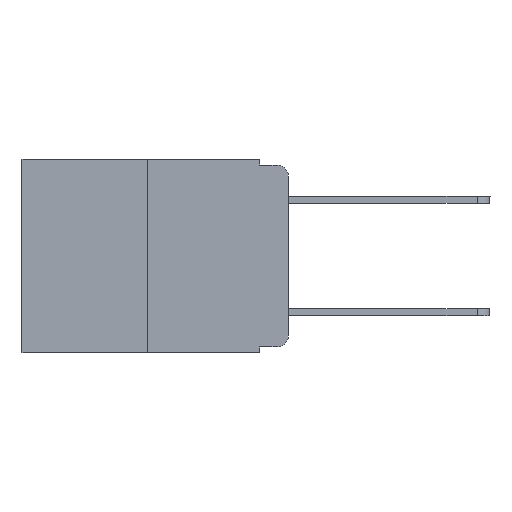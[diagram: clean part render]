
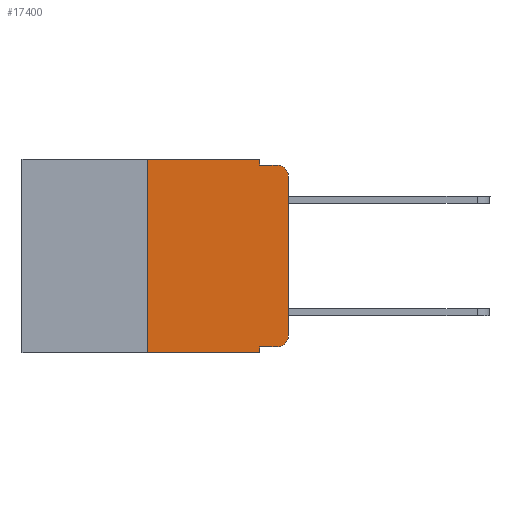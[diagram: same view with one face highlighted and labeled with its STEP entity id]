
A CAD part, left-side view. The second image highlights one B-rep face of the part: STEP entity #17400.
In plain terms, the highlighted planar face has unit normal (-1, 0, 0).
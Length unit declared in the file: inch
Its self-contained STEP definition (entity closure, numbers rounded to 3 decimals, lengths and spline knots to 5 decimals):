
#74 = CARTESIAN_POINT ( 'NONE',  ( 0., 0.02, -0.333 ) ) ;
#317 = DIRECTION ( 'NONE',  ( 0., 0., -1. ) ) ;
#322 = LINE ( 'NONE', #2078, #12216 ) ;
#527 = DIRECTION ( 'NONE',  ( 0., 0., 1. ) ) ;
#705 = EDGE_CURVE ( 'NONE', #1613, #18720, #18475, .T. ) ;
#1391 = CARTESIAN_POINT ( 'NONE',  ( 0., 0.051, -0.333 ) ) ;
#1412 = LINE ( 'NONE', #16209, #18730 ) ;
#1594 = PLANE ( 'NONE',  #14268 ) ;
#1613 = VERTEX_POINT ( 'NONE', #11898 ) ;
#2078 = CARTESIAN_POINT ( 'NONE',  ( 0., 0., 0. ) ) ;
#2100 = DIRECTION ( 'NONE',  ( 0., 0., -1. ) ) ;
#2510 = CARTESIAN_POINT ( 'NONE',  ( 0., 0.25, 0. ) ) ;
#2665 = VECTOR ( 'NONE', #17088, 39.37008 ) ;
#2731 = AXIS2_PLACEMENT_3D ( 'NONE', #6917, #20285, #2100 ) ;
#2814 = AXIS2_PLACEMENT_3D ( 'NONE', #10190, #18715, #317 ) ;
#3432 = ORIENTED_EDGE ( 'NONE', *, *, #20636, .F. ) ;
#3508 = CIRCLE ( 'NONE', #2814, 0.02 ) ;
#3562 = CARTESIAN_POINT ( 'NONE',  ( 0., 0., -0.313 ) ) ;
#3708 = EDGE_CURVE ( 'NONE', #12135, #15360, #1412, .T. ) ;
#3723 = CARTESIAN_POINT ( 'NONE',  ( 0., 0.473, -0.343 ) ) ;
#3780 = ORIENTED_EDGE ( 'NONE', *, *, #19078, .F. ) ;
#4147 = EDGE_CURVE ( 'NONE', #21661, #14933, #18724, .T. ) ;
#4468 = VERTEX_POINT ( 'NONE', #74 ) ;
#5384 = EDGE_CURVE ( 'NONE', #5590, #4468, #10742, .T. ) ;
#5407 = CARTESIAN_POINT ( 'NONE',  ( 0., 0.25, 0. ) ) ;
#5529 = EDGE_CURVE ( 'NONE', #5590, #14933, #16191, .T. ) ;
#5590 = VERTEX_POINT ( 'NONE', #1391 ) ;
#6668 = VERTEX_POINT ( 'NONE', #5407 ) ;
#6859 = DIRECTION ( 'NONE',  ( 0., 0., -1. ) ) ;
#6881 = ORIENTED_EDGE ( 'NONE', *, *, #5384, .T. ) ;
#6917 = CARTESIAN_POINT ( 'NONE',  ( 0., 0.02, -0.03 ) ) ;
#7690 = CARTESIAN_POINT ( 'NONE',  ( 0., 0.25, -0.343 ) ) ;
#8109 = DIRECTION ( 'NONE',  ( 0., 0., -1. ) ) ;
#8296 = CARTESIAN_POINT ( 'NONE',  ( 0., 0.051, -0.01 ) ) ;
#8507 = EDGE_CURVE ( 'NONE', #15360, #18720, #15365, .T. ) ;
#8761 = DIRECTION ( 'NONE',  ( 0., -1., 0. ) ) ;
#9422 = EDGE_CURVE ( 'NONE', #4468, #15773, #3508, .T. ) ;
#9611 = ORIENTED_EDGE ( 'NONE', *, *, #8507, .F. ) ;
#10190 = CARTESIAN_POINT ( 'NONE',  ( 0., 0.02, -0.313 ) ) ;
#10565 = DIRECTION ( 'NONE',  ( 0., -1., 0. ) ) ;
#10742 = LINE ( 'NONE', #20483, #13705 ) ;
#10981 = ORIENTED_EDGE ( 'NONE', *, *, #5529, .F. ) ;
#11164 = DIRECTION ( 'NONE',  ( 0., -1., 0. ) ) ;
#11499 = CARTESIAN_POINT ( 'NONE',  ( 0., 0.02, -0.01 ) ) ;
#11515 = VECTOR ( 'NONE', #527, 39.37008 ) ;
#11898 = CARTESIAN_POINT ( 'NONE',  ( 0., 0., -0.03 ) ) ;
#12135 = VERTEX_POINT ( 'NONE', #12387 ) ;
#12206 = ORIENTED_EDGE ( 'NONE', *, *, #705, .T. ) ;
#12216 = VECTOR ( 'NONE', #20375, 39.37008 ) ;
#12353 = LINE ( 'NONE', #2510, #11515 ) ;
#12387 = CARTESIAN_POINT ( 'NONE',  ( 0., 0.051, 0. ) ) ;
#12783 = DIRECTION ( 'NONE',  ( 0., 0., -1. ) ) ;
#12913 = ORIENTED_EDGE ( 'NONE', *, *, #9422, .T. ) ;
#13705 = VECTOR ( 'NONE', #8761, 39.37008 ) ;
#13712 = ORIENTED_EDGE ( 'NONE', *, *, #18925, .T. ) ;
#13719 = VECTOR ( 'NONE', #12783, 39.37008 ) ;
#14268 = AXIS2_PLACEMENT_3D ( 'NONE', #18258, #21665, #6859 ) ;
#14545 = LINE ( 'NONE', #19488, #21024 ) ;
#14933 = VERTEX_POINT ( 'NONE', #19162 ) ;
#15360 = VERTEX_POINT ( 'NONE', #8296 ) ;
#15365 = LINE ( 'NONE', #15468, #21358 ) ;
#15420 = ORIENTED_EDGE ( 'NONE', *, *, #4147, .T. ) ;
#15468 = CARTESIAN_POINT ( 'NONE',  ( 0., 0.051, -0.01 ) ) ;
#15773 = VERTEX_POINT ( 'NONE', #3562 ) ;
#16191 = LINE ( 'NONE', #18065, #13719 ) ;
#16209 = CARTESIAN_POINT ( 'NONE',  ( 0., 0.051, 0. ) ) ;
#16610 = FACE_OUTER_BOUND ( 'NONE', #17303, .T. ) ;
#17088 = DIRECTION ( 'NONE',  ( 0., -1., 0. ) ) ;
#17303 = EDGE_LOOP ( 'NONE', ( #13712, #12206, #9611, #17967, #3432, #3780, #15420, #10981, #6881, #12913 ) ) ;
#17400 = ADVANCED_FACE ( 'NONE', ( #16610 ), #1594, .F. ) ;
#17967 = ORIENTED_EDGE ( 'NONE', *, *, #3708, .F. ) ;
#18065 = CARTESIAN_POINT ( 'NONE',  ( 0., 0.051, 0. ) ) ;
#18258 = CARTESIAN_POINT ( 'NONE',  ( 0., 0.473, 0. ) ) ;
#18475 = CIRCLE ( 'NONE', #2731, 0.02 ) ;
#18715 = DIRECTION ( 'NONE',  ( -1., 0., 0. ) ) ;
#18720 = VERTEX_POINT ( 'NONE', #11499 ) ;
#18724 = LINE ( 'NONE', #3723, #2665 ) ;
#18730 = VECTOR ( 'NONE', #8109, 39.37008 ) ;
#18925 = EDGE_CURVE ( 'NONE', #15773, #1613, #322, .T. ) ;
#19078 = EDGE_CURVE ( 'NONE', #21661, #6668, #12353, .T. ) ;
#19162 = CARTESIAN_POINT ( 'NONE',  ( 0., 0.051, -0.343 ) ) ;
#19488 = CARTESIAN_POINT ( 'NONE',  ( 0., 0.473, 0. ) ) ;
#20285 = DIRECTION ( 'NONE',  ( -1., 0., 0. ) ) ;
#20375 = DIRECTION ( 'NONE',  ( 0., 0., 1. ) ) ;
#20483 = CARTESIAN_POINT ( 'NONE',  ( 0., 0.051, -0.333 ) ) ;
#20636 = EDGE_CURVE ( 'NONE', #6668, #12135, #14545, .T. ) ;
#21024 = VECTOR ( 'NONE', #11164, 39.37008 ) ;
#21358 = VECTOR ( 'NONE', #10565, 39.37008 ) ;
#21661 = VERTEX_POINT ( 'NONE', #7690 ) ;
#21665 = DIRECTION ( 'NONE',  ( 1., 0., 0. ) ) ;
